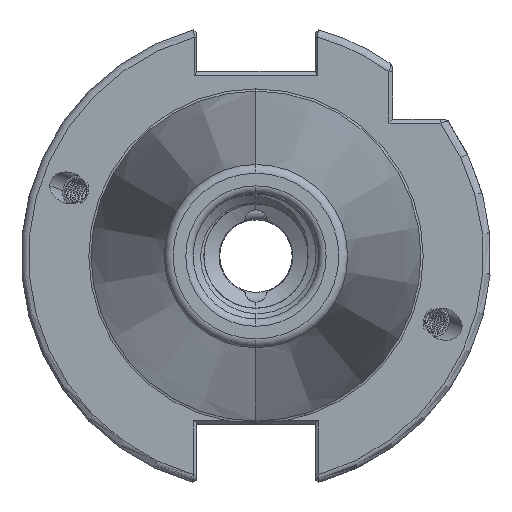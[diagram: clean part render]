
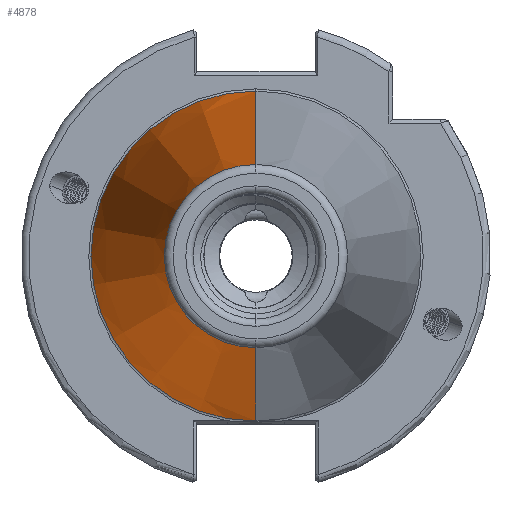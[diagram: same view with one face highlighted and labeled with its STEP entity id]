
A CAD part, left-side view. The second image highlights one B-rep face of the part: STEP entity #4878.
In plain terms, the highlighted conical face has half-angle 8.297 degrees and reference radius 22.692 mm.
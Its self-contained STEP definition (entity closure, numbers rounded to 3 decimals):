
#1663 = ORIENTED_EDGE ( 'NONE', *, *, #2398, .T. ) ;
#1670 = ORIENTED_EDGE ( 'NONE', *, *, #2387, .F. ) ;
#1690 = ORIENTED_EDGE ( 'NONE', *, *, #2296, .T. ) ;
#1719 = ORIENTED_EDGE ( 'NONE', *, *, #2299, .F. ) ;
#2296 = EDGE_CURVE ( 'NONE', #8712, #8744, #9215, .T. ) ;
#2299 = EDGE_CURVE ( 'NONE', #8766, #8744, #9190, .T. ) ;
#2387 = EDGE_CURVE ( 'NONE', #8715, #8766, #9245, .T. ) ;
#2398 = EDGE_CURVE ( 'NONE', #8715, #8712, #9273, .T. ) ;
#4878 = ADVANCED_FACE ( 'NONE', ( #9507 ), #9271, .T. ) ;
#6685 = DIRECTION ( 'NONE',  ( 0.99, 0., 0.144 ) ) ;
#6731 = CARTESIAN_POINT ( 'NONE',  ( 0., 0., 22.692 ) ) ;
#6737 = DIRECTION ( 'NONE',  ( 1., 0., 0. ) ) ;
#6743 = DIRECTION ( 'NONE',  ( 0., 0., -1. ) ) ;
#6760 = CARTESIAN_POINT ( 'NONE',  ( -2.5, 0., 0. ) ) ;
#8712 = VERTEX_POINT ( 'NONE', #12189 ) ;
#8715 = VERTEX_POINT ( 'NONE', #12191 ) ;
#8744 = VERTEX_POINT ( 'NONE', #12230 ) ;
#8766 = VERTEX_POINT ( 'NONE', #12249 ) ;
#9190 = CIRCLE ( 'NONE', #12924, 22.327 ) ;
#9215 = LINE ( 'NONE', #6731, #9218 ) ;
#9218 = VECTOR ( 'NONE', #6685, 1000. ) ;
#9227 = VECTOR ( 'NONE', #9672, 1000. ) ;
#9245 = LINE ( 'NONE', #9704, #9227 ) ;
#9271 = CONICAL_SURFACE ( 'NONE', #13657, 22.692, 0.145 ) ;
#9273 = CIRCLE ( 'NONE', #12957, 12.4 ) ;
#9507 = FACE_OUTER_BOUND ( 'NONE', #21549, .T. ) ;
#9672 = DIRECTION ( 'NONE',  ( 0.99, 0., -0.144 ) ) ;
#9704 = CARTESIAN_POINT ( 'NONE',  ( 0., 0., -22.692 ) ) ;
#9763 = CARTESIAN_POINT ( 'NONE',  ( -70.573, 0., 0. ) ) ;
#9792 = DIRECTION ( 'NONE',  ( 0., 0., 1. ) ) ;
#9801 = DIRECTION ( 'NONE',  ( 1., 0., 0. ) ) ;
#12189 = CARTESIAN_POINT ( 'NONE',  ( -70.573, 0., 12.4 ) ) ;
#12191 = CARTESIAN_POINT ( 'NONE',  ( -70.573, 0., -12.4 ) ) ;
#12230 = CARTESIAN_POINT ( 'NONE',  ( -2.5, 0., 22.327 ) ) ;
#12249 = CARTESIAN_POINT ( 'NONE',  ( -2.5, 0., -22.327 ) ) ;
#12924 = AXIS2_PLACEMENT_3D ( 'NONE', #6760, #6737, #6743 ) ;
#12957 = AXIS2_PLACEMENT_3D ( 'NONE', #9763, #9801, #9792 ) ;
#13657 = AXIS2_PLACEMENT_3D ( 'NONE', #21803, #21816, #21776 ) ;
#21549 = EDGE_LOOP ( 'NONE', ( #1663, #1690, #1719, #1670 ) ) ;
#21776 = DIRECTION ( 'NONE',  ( 0., 0., -1. ) ) ;
#21803 = CARTESIAN_POINT ( 'NONE',  ( 0., 0., 0. ) ) ;
#21816 = DIRECTION ( 'NONE',  ( 1., 0., 0. ) ) ;
